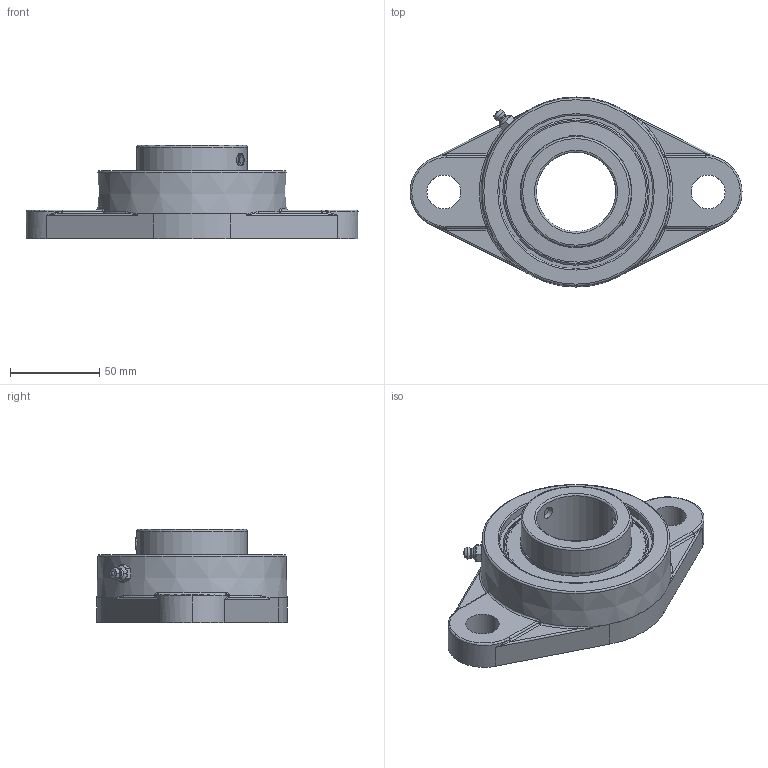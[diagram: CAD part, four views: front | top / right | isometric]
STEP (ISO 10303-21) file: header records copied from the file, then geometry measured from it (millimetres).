
FILE_DESCRIPTION(('HOOPS Exchange Step'),'2;1');
FILE_NAME('export-53FF027A-D9C6-47D3-8240-0F0652CE594E.stp','2019-12-13T08:27:49-08:00',('ibuslach'),('Alibre'),'HOOPS Exchange 2019.2','Alibre','Unknown authorisation');
FILE_SCHEMA( ('AP242_MANAGED_MODEL_BASED_3D_ENGINEERING_MIM_LF {1 0 10303 442 1 1 4 }') );
Length unit declared in the file: centimetre
Products named in the file (7): MRN SFL 209; UCP ZERK 6mm; SUC 209-28 RACES; SUC 209 SS; SUC 209 SHIELD; MRN SUC 209-28; MRN SUCFL 209-28
Assembly tree (8 placements, depth 3):
  MRN SUCFL 209-28
    MRN SFL 209
    UCP ZERK 6mm
    MRN SUC 209-28
      SUC 209-28 RACES
      SUC 209 SS  x2
      SUC 209 SHIELD  x2
Bounding box: 186 x 106.5 x 52.2 mm (x, y, z)
Volume: 257546.8 mm3; surface area: 83284.3 mm2
Topology: 8 solids, 8 shells, 191 faces, 484 edges, 302 vertices
Faces by surface type: plane 60, cylinder 54, torus 29, cone 19, bspline 16, sphere 13
Full cylindrical faces by diameter (mm): 1.482 x2, 5.994 x1, 6 x1, 6.782 x4, 19 x2, 44.45 x1, 61.722 x4, 62.484 x2, 76.652 x2, 78.74 x2, 86.104 x1, 88.104 x1
Entity records: 14204 total; most frequent: CARTESIAN_POINT 9857, DIRECTION 925, ORIENTED_EDGE 858, EDGE_CURVE 429, AXIS2_PLACEMENT_3D 398, VERTEX_POINT 271, CIRCLE 219, EDGE_LOOP 198
